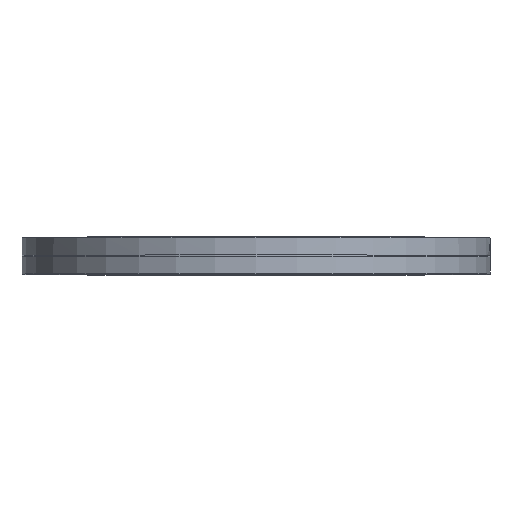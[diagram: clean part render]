
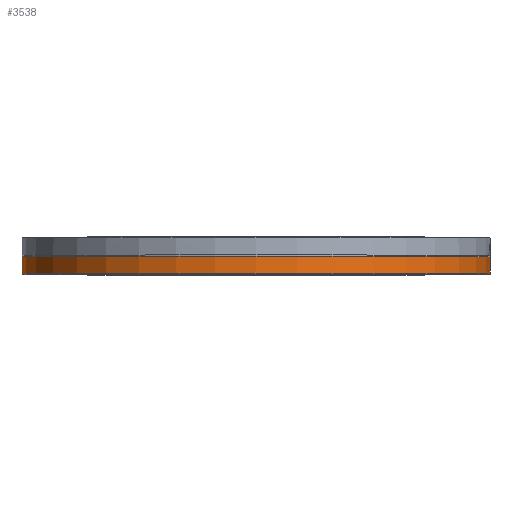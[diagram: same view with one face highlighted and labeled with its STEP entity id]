
A CAD part, top view. The second image highlights one B-rep face of the part: STEP entity #3538.
In plain terms, the highlighted cylindrical face has radius 177.8 mm (diameter 355.6 mm), a full revolution.
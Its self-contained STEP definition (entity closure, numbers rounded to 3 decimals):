
#360=FACE_OUTER_BOUND('',#598,.T.);
#598=EDGE_LOOP('',(#2883,#2884,#2885,#2886,#2887,#2888));
#774=CIRCLE('',#3781,177.8);
#775=CIRCLE('',#3782,177.8);
#808=CIRCLE('',#3817,177.8);
#809=CIRCLE('',#3818,177.8);
#1050=LINE('',#7831,#1259);
#1259=VECTOR('',#4480,177.8);
#1628=VERTEX_POINT('',#7756);
#1629=VERTEX_POINT('',#7757);
#1662=VERTEX_POINT('',#7827);
#1663=VERTEX_POINT('',#7828);
#2059=EDGE_CURVE('',#1628,#1629,#774,.T.);
#2060=EDGE_CURVE('',#1629,#1628,#775,.T.);
#2094=EDGE_CURVE('',#1662,#1663,#808,.T.);
#2095=EDGE_CURVE('',#1663,#1662,#809,.T.);
#2096=EDGE_CURVE('',#1663,#1629,#1050,.T.);
#2883=ORIENTED_EDGE('',*,*,#2094,.F.);
#2884=ORIENTED_EDGE('',*,*,#2095,.F.);
#2885=ORIENTED_EDGE('',*,*,#2096,.T.);
#2886=ORIENTED_EDGE('',*,*,#2059,.F.);
#2887=ORIENTED_EDGE('',*,*,#2060,.F.);
#2888=ORIENTED_EDGE('',*,*,#2096,.F.);
#3399=CYLINDRICAL_SURFACE('',#3816,177.8);
#3538=ADVANCED_FACE('',(#360),#3399,.T.);
#3781=AXIS2_PLACEMENT_3D('',#7758,#4403,#4404);
#3782=AXIS2_PLACEMENT_3D('',#7759,#4405,#4406);
#3816=AXIS2_PLACEMENT_3D('',#7826,#4474,#4475);
#3817=AXIS2_PLACEMENT_3D('',#7829,#4476,#4477);
#3818=AXIS2_PLACEMENT_3D('',#7830,#4478,#4479);
#4403=DIRECTION('center_axis',(0.,-1.,0.));
#4404=DIRECTION('ref_axis',(1.,0.,0.));
#4405=DIRECTION('center_axis',(0.,-1.,0.));
#4406=DIRECTION('ref_axis',(1.,0.,0.));
#4474=DIRECTION('center_axis',(0.,1.,0.));
#4475=DIRECTION('ref_axis',(-1.,0.,0.));
#4476=DIRECTION('center_axis',(0.,1.,0.));
#4477=DIRECTION('ref_axis',(1.,0.,0.));
#4478=DIRECTION('center_axis',(0.,1.,0.));
#4479=DIRECTION('ref_axis',(1.,0.,0.));
#4480=DIRECTION('',(0.,-1.,0.));
#7756=CARTESIAN_POINT('',(-177.8,0.5,0.));
#7757=CARTESIAN_POINT('',(177.8,0.5,0.));
#7758=CARTESIAN_POINT('Origin',(0.,0.5,0.));
#7759=CARTESIAN_POINT('Origin',(0.,0.5,0.));
#7826=CARTESIAN_POINT('Origin',(0.,6.869,0.));
#7827=CARTESIAN_POINT('',(0.,13.738,-177.8));
#7828=CARTESIAN_POINT('',(177.8,13.738,0.));
#7829=CARTESIAN_POINT('Origin',(0.,13.738,0.));
#7830=CARTESIAN_POINT('Origin',(0.,13.738,0.));
#7831=CARTESIAN_POINT('',(177.8,6.869,0.));
